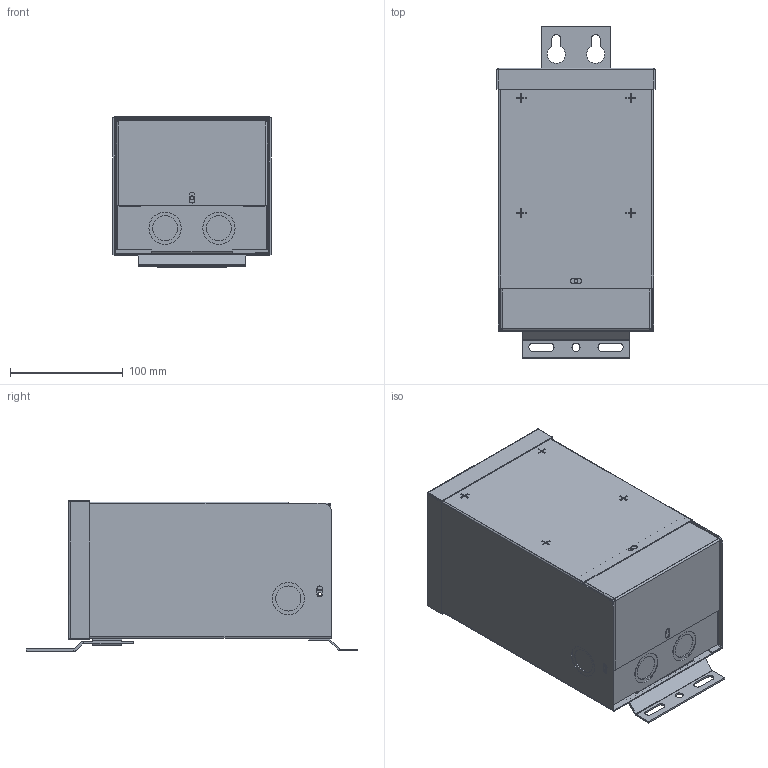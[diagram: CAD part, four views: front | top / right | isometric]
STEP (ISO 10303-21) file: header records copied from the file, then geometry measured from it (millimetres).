
FILE_DESCRIPTION (( 'STEP AP203' ), '1' );
FILE_NAME ('TF217437S.step', '2022-01-12T16:56:32', ( '' ), ( '' ), 'SwSTEP 2.0', 'SolidWorks 2021', '' );
FILE_SCHEMA (( 'CONFIG_CONTROL_DESIGN' ));
Length unit declared in the file: millimetre
Products named in the file (1): TF217437S
Bounding box: 139.9 x 293.87 x 133.57 mm (x, y, z)
Volume: 177413.8 mm3; surface area: 368058.6 mm2
Topology: 7 solids, 7 shells, 521 faces, 1233 edges, 760 vertices
Faces by surface type: plane 329, cylinder 152, cone 20, bspline 20
Entity records: 16884 total; most frequent: CARTESIAN_POINT 4631, DIRECTION 2501, ORIENTED_EDGE 2466, EDGE_CURVE 1233, VECTOR 889, LINE 889, AXIS2_PLACEMENT_3D 806, VERTEX_POINT 760
